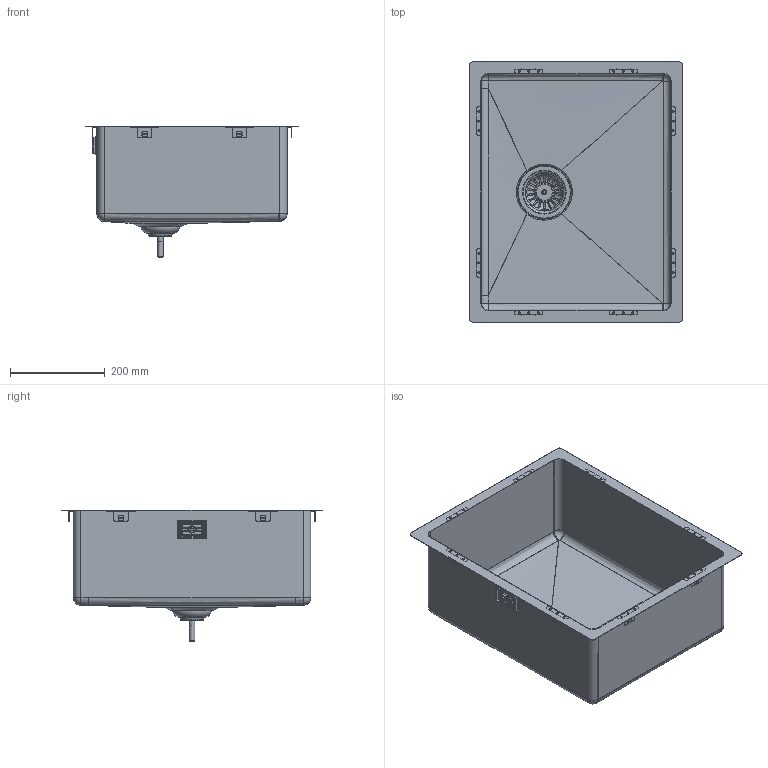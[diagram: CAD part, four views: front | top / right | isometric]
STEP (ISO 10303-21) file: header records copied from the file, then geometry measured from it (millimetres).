
FILE_DESCRIPTION(/* description */ ('Unknown'),/* implementation_level */ '2;1');
FILE_NAME(/* name */ '31574SD1',/* time_stamp */ '2022-09-09T04:30:41+02:00',/* author */ ('Unknown'),/* organization */ ('GROHE AG'),/* preprocessor_version */ 'ST-DEVELOPER v16.7',/* originating_system */ 'DEX',/* authorisation */ $);
FILE_SCHEMA (('AUTOMOTIVE_DESIGN {1 0 10303 214 3 1 1}'));
Products named in the file (3): 31574SD1; id919
Assembly tree (2 placements, depth 2):
  31574SD1
    31574SD1
    id919
Bounding box: 450 x 550 x 278.85 mm (x, y, z)
Volume: 614804 mm3; surface area: 1258776 mm2
Topology: 14 solids, 19 shells, 948 faces, 2513 edges, 1524 vertices
Faces by surface type: plane 319, cylinder 309, torus 103, bspline 96, cone 92, sphere 29
Full cylindrical faces by diameter (mm): 4 x24, 5.1 x1, 6.2 x1, 6.5 x1, 8 x1, 8.2 x1, 11.75 x1, 13 x1, 37 x1, 37.2 x1, 43.5 x3, 79 x1, 90 x1, 110 x1
Entity records: 44242 total; most frequent: CARTESIAN_POINT 21654, ORIENTED_EDGE 4666, DIRECTION 4410, EDGE_CURVE 2347, AXIS2_PLACEMENT_3D 1720, VERTEX_POINT 1504, FACE_BOUND 1171, EDGE_LOOP 1170
